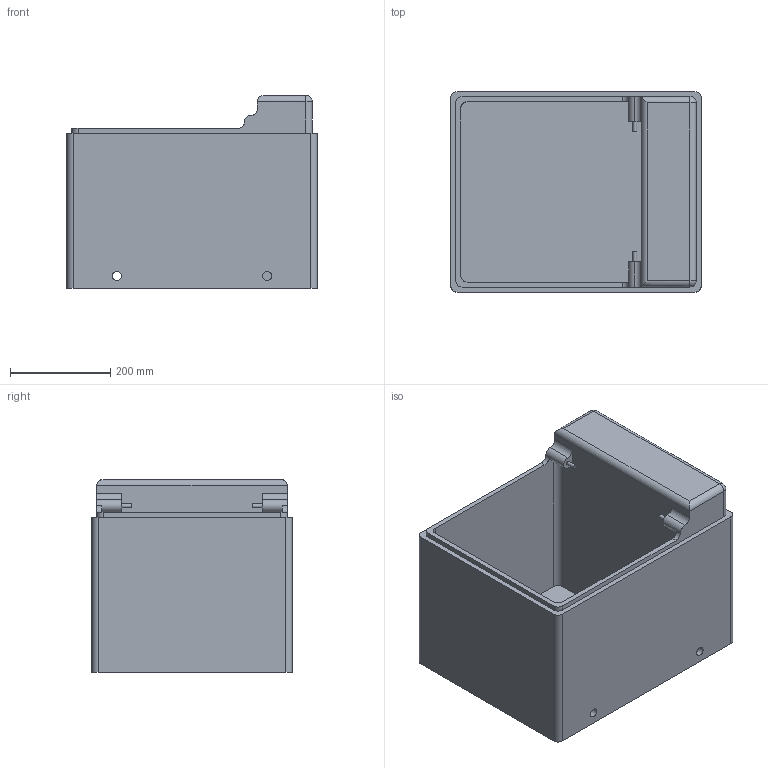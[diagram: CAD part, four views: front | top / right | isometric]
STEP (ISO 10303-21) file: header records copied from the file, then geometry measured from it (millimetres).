
FILE_DESCRIPTION(/* description */ (''),/* implementation_level */ '2;1');
FILE_NAME(/* name */ 'ChasisOriented_ipt_c07848d0.STEP',/* time_stamp */ '2022-05-16T11:50:35-05:00',/* author */ ('User'),/* organization */ (''),/* preprocessor_version */ 'ST-DEVELOPER v18',/* originating_system */ 'Autodesk Inventor 2020',/* authorisation */ '');
FILE_SCHEMA (('AUTOMOTIVE_DESIGN { 1 0 10303 214 3 1 1 }'));
Length unit declared in the file: millimetre
Products named in the file (1): ChasisOriented
Bounding box: 500 x 400 x 385 mm (x, y, z)
Volume: 26369364.9 mm3; surface area: 1474874.2 mm2
Topology: 1 solids, 1 shells, 55 faces, 146 edges, 98 vertices
Faces by surface type: cylinder 28, plane 25, sphere 2
Full cylindrical faces by diameter (mm): 7.5 x2, 18 x4
Entity records: 1793 total; most frequent: DIRECTION 326, CARTESIAN_POINT 300, ORIENTED_EDGE 292, EDGE_CURVE 146, AXIS2_PLACEMENT_3D 124, VERTEX_POINT 98, LINE 78, VECTOR 78
